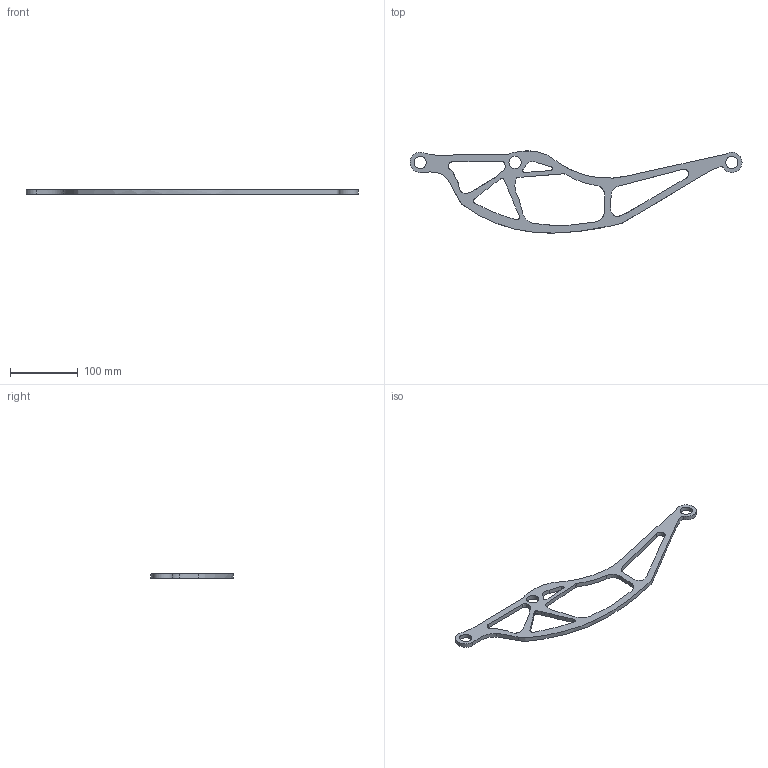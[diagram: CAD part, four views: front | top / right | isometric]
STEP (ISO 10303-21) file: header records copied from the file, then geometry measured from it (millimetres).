
FILE_DESCRIPTION(/* description */ (''),/* implementation_level */ '2;1');
FILE_NAME(/* name */ 'Final_make v20.step',/* time_stamp */ '2024-03-13T17:46:43Z',/* author */ (''),/* organization */ (''),/* preprocessor_version */ 'ST-DEVELOPER v20',/* originating_system */ 'Autodesk Translation Framework v12.20.1.177',/* authorisation */ '');
FILE_SCHEMA (('AUTOMOTIVE_DESIGN { 1 0 10303 214 3 1 1 }'));
Length unit declared in the file: millimetre
Products named in the file (1): Final_make
Bounding box: 489.98 x 121.34 x 6.3 mm (x, y, z)
Volume: 80818.2 mm3; surface area: 43410 mm2
Topology: 1 solids, 1 shells, 91 faces, 267 edges, 178 vertices
Faces by surface type: bspline 50, plane 24, cylinder 17
Full cylindrical faces by diameter (mm): 18 x3
Entity records: 16950 total; most frequent: CARTESIAN_POINT 14900, ORIENTED_EDGE 534, EDGE_CURVE 267, DIRECTION 258, VERTEX_POINT 178, EDGE_LOOP 107, LINE 102, VECTOR 102
